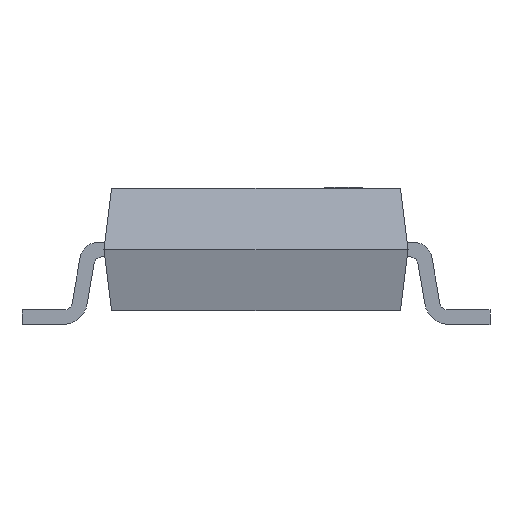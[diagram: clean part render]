
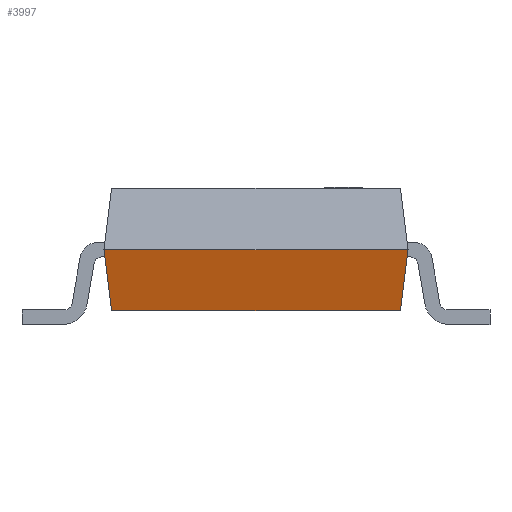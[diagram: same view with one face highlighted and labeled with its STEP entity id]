
A CAD part, front view. The second image highlights one B-rep face of the part: STEP entity #3997.
In plain terms, the highlighted free-form (B-spline) face has degree [1, 1] with [2, 2] control points.
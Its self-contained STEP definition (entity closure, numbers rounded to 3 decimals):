
#882 = VERTEX_POINT('',#883);
#883 = CARTESIAN_POINT('',(-1.95,-4.325,0.963));
#888 = EDGE_CURVE('',#889,#882,#891,.T.);
#889 = VERTEX_POINT('',#890);
#890 = CARTESIAN_POINT('',(1.95,-4.325,0.963));
#891 = LINE('',#892,#893);
#892 = CARTESIAN_POINT('',(1.95,-4.325,0.963));
#893 = VECTOR('',#894,1.);
#894 = DIRECTION('',(-1.,0.,0.));
#3997 = ADVANCED_FACE('',(#3998),#4021,.T.);
#3998 = FACE_BOUND('',#3999,.T.);
#3999 = EDGE_LOOP('',(#4000,#4001,#4008,#4016));
#4000 = ORIENTED_EDGE('',*,*,#888,.T.);
#4001 = ORIENTED_EDGE('',*,*,#4002,.T.);
#4002 = EDGE_CURVE('',#882,#4003,#4005,.T.);
#4003 = VERTEX_POINT('',#4004);
#4004 = CARTESIAN_POINT('',(-1.853,-4.109,0.175));
#4005 = B_SPLINE_CURVE_WITH_KNOTS('',1,(#4006,#4007),.UNSPECIFIED.,.F.,
  .F.,(2,2),(0.,1.),.PIECEWISE_BEZIER_KNOTS.);
#4006 = CARTESIAN_POINT('',(-1.95,-4.325,0.963));
#4007 = CARTESIAN_POINT('',(-1.853,-4.109,0.175));
#4008 = ORIENTED_EDGE('',*,*,#4009,.F.);
#4009 = EDGE_CURVE('',#4010,#4003,#4012,.T.);
#4010 = VERTEX_POINT('',#4011);
#4011 = CARTESIAN_POINT('',(1.853,-4.109,0.175));
#4012 = LINE('',#4013,#4014);
#4013 = CARTESIAN_POINT('',(1.853,-4.109,0.175));
#4014 = VECTOR('',#4015,1.);
#4015 = DIRECTION('',(-1.,0.,0.));
#4016 = ORIENTED_EDGE('',*,*,#4017,.F.);
#4017 = EDGE_CURVE('',#889,#4010,#4018,.T.);
#4018 = B_SPLINE_CURVE_WITH_KNOTS('',1,(#4019,#4020),.UNSPECIFIED.,.F.,
  .F.,(2,2),(0.,1.),.PIECEWISE_BEZIER_KNOTS.);
#4019 = CARTESIAN_POINT('',(1.95,-4.325,0.963));
#4020 = CARTESIAN_POINT('',(1.853,-4.109,0.175));
#4021 = B_SPLINE_SURFACE_WITH_KNOTS('',1,1,(
    (#4022,#4023)
    ,(#4024,#4025
    )),.UNSPECIFIED.,.F.,.F.,.F.,(2,2),(2,2),(0.,3.9),(0.,1.),
  .PIECEWISE_BEZIER_KNOTS.);
#4022 = CARTESIAN_POINT('',(1.95,-4.325,0.963));
#4023 = CARTESIAN_POINT('',(1.853,-4.109,0.175));
#4024 = CARTESIAN_POINT('',(-1.95,-4.325,0.963));
#4025 = CARTESIAN_POINT('',(-1.853,-4.109,0.175));
